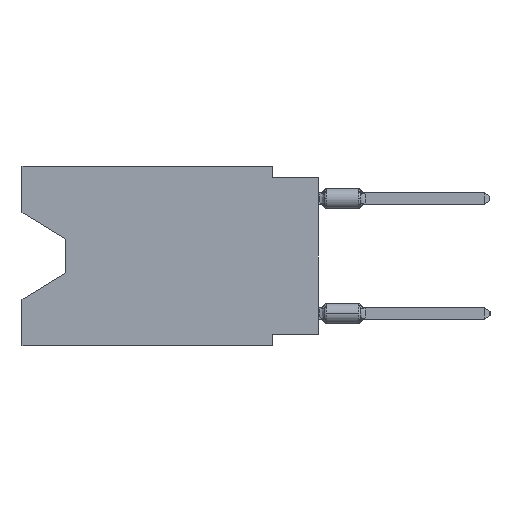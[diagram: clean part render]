
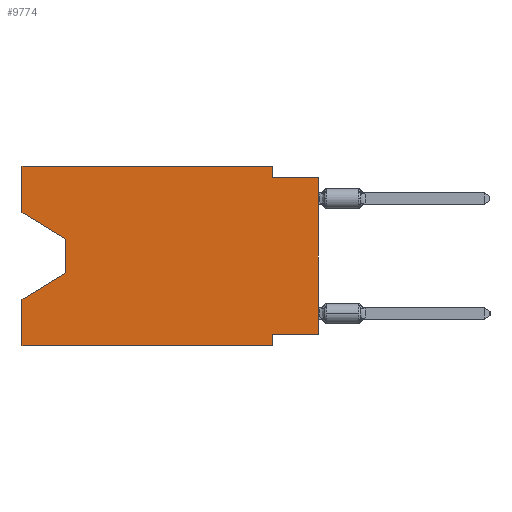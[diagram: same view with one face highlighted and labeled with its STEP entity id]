
A CAD part, left-side view. The second image highlights one B-rep face of the part: STEP entity #9774.
In plain terms, the highlighted planar face has unit normal (-1, 0, 0).
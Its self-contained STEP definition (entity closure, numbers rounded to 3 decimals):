
#22 = CARTESIAN_POINT ( 'NONE',  ( 0., 0., -9.271 ) ) ;
#212 = VECTOR ( 'NONE', #19790, 1000. ) ;
#728 = LINE ( 'NONE', #10491, #5715 ) ;
#823 = DIRECTION ( 'NONE',  ( 0., 0., -1. ) ) ;
#910 = ORIENTED_EDGE ( 'NONE', *, *, #29058, .T. ) ;
#1006 = DIRECTION ( 'NONE',  ( 0., 1., 0. ) ) ;
#1135 = CARTESIAN_POINT ( 'NONE',  ( 0., 2.54, 0. ) ) ;
#1196 = CARTESIAN_POINT ( 'NONE',  ( 0., 0., 0. ) ) ;
#1611 = LINE ( 'NONE', #25445, #29563 ) ;
#1843 = DIRECTION ( 'NONE',  ( 0., 0.855, -0.519 ) ) ;
#1928 = ORIENTED_EDGE ( 'NONE', *, *, #28638, .T. ) ;
#2075 = CARTESIAN_POINT ( 'NONE',  ( 0., 13.97, -5.893 ) ) ;
#3385 = EDGE_CURVE ( 'NONE', #3555, #29843, #15224, .T. ) ;
#3555 = VERTEX_POINT ( 'NONE', #18038 ) ;
#3636 = CARTESIAN_POINT ( 'NONE',  ( 0., 16.383, -7.36 ) ) ;
#3894 = VECTOR ( 'NONE', #7635, 1000. ) ;
#4033 = DIRECTION ( 'NONE',  ( 0., 0., 1. ) ) ;
#5274 = CARTESIAN_POINT ( 'NONE',  ( 0., 2.54, -9.906 ) ) ;
#5308 = VERTEX_POINT ( 'NONE', #13798 ) ;
#5452 = CARTESIAN_POINT ( 'NONE',  ( 0., 16.383, 0. ) ) ;
#5490 = ORIENTED_EDGE ( 'NONE', *, *, #8031, .F. ) ;
#5715 = VECTOR ( 'NONE', #12862, 1000. ) ;
#5760 = DIRECTION ( 'NONE',  ( 0., 0., 1. ) ) ;
#6419 = ORIENTED_EDGE ( 'NONE', *, *, #3385, .F. ) ;
#6490 = VERTEX_POINT ( 'NONE', #29770 ) ;
#7069 = DIRECTION ( 'NONE',  ( 1., 0., 0. ) ) ;
#7335 = VERTEX_POINT ( 'NONE', #3636 ) ;
#7467 = CARTESIAN_POINT ( 'NONE',  ( 0., 16.383, -9.906 ) ) ;
#7566 = CARTESIAN_POINT ( 'NONE',  ( 0., 16.383, 0. ) ) ;
#7620 = ORIENTED_EDGE ( 'NONE', *, *, #26064, .F. ) ;
#7635 = DIRECTION ( 'NONE',  ( 0., 0., -1. ) ) ;
#8023 = AXIS2_PLACEMENT_3D ( 'NONE', #28886, #7069, #19088 ) ;
#8031 = EDGE_CURVE ( 'NONE', #9332, #3555, #13145, .T. ) ;
#8206 = CARTESIAN_POINT ( 'NONE',  ( 0., 13.97, -4.013 ) ) ;
#8269 = ORIENTED_EDGE ( 'NONE', *, *, #16783, .F. ) ;
#8603 = LINE ( 'NONE', #1196, #14662 ) ;
#8896 = VECTOR ( 'NONE', #823, 1000. ) ;
#9332 = VERTEX_POINT ( 'NONE', #22 ) ;
#9765 = CARTESIAN_POINT ( 'NONE',  ( 0., 0., -0.635 ) ) ;
#9774 = ADVANCED_FACE ( 'NONE', ( #16725 ), #23982, .F. ) ;
#10091 = CARTESIAN_POINT ( 'NONE',  ( 0., 16.383, 0. ) ) ;
#10292 = ORIENTED_EDGE ( 'NONE', *, *, #28093, .T. ) ;
#10491 = CARTESIAN_POINT ( 'NONE',  ( 0., 16.383, -2.546 ) ) ;
#10583 = DIRECTION ( 'NONE',  ( 0., 0., -1. ) ) ;
#11237 = DIRECTION ( 'NONE',  ( 0., -1., 0. ) ) ;
#12805 = LINE ( 'NONE', #1135, #8896 ) ;
#12862 = DIRECTION ( 'NONE',  ( 0., -0.855, -0.519 ) ) ;
#12885 = VERTEX_POINT ( 'NONE', #15710 ) ;
#12891 = ORIENTED_EDGE ( 'NONE', *, *, #24451, .T. ) ;
#13145 = LINE ( 'NONE', #17577, #24254 ) ;
#13798 = CARTESIAN_POINT ( 'NONE',  ( 0., 16.383, -9.906 ) ) ;
#13832 = LINE ( 'NONE', #23480, #28213 ) ;
#14227 = DIRECTION ( 'NONE',  ( 0., -1., 0. ) ) ;
#14662 = VECTOR ( 'NONE', #4033, 1000. ) ;
#14820 = ORIENTED_EDGE ( 'NONE', *, *, #16958, .F. ) ;
#15224 = LINE ( 'NONE', #5274, #3894 ) ;
#15537 = ORIENTED_EDGE ( 'NONE', *, *, #22601, .F. ) ;
#15710 = CARTESIAN_POINT ( 'NONE',  ( 0., 2.54, -0.635 ) ) ;
#16725 = FACE_OUTER_BOUND ( 'NONE', #21957, .T. ) ;
#16783 = EDGE_CURVE ( 'NONE', #30030, #12885, #12805, .T. ) ;
#16934 = CARTESIAN_POINT ( 'NONE',  ( 0., 16.383, 0. ) ) ;
#16958 = EDGE_CURVE ( 'NONE', #22115, #30030, #26234, .T. ) ;
#17340 = ORIENTED_EDGE ( 'NONE', *, *, #18146, .F. ) ;
#17455 = LINE ( 'NONE', #5452, #27265 ) ;
#17577 = CARTESIAN_POINT ( 'NONE',  ( 0., 0., -9.271 ) ) ;
#18038 = CARTESIAN_POINT ( 'NONE',  ( 0., 2.54, -9.271 ) ) ;
#18146 = EDGE_CURVE ( 'NONE', #12885, #27279, #1611, .T. ) ;
#18329 = VECTOR ( 'NONE', #10583, 1000. ) ;
#19088 = DIRECTION ( 'NONE',  ( 0., 0., -1. ) ) ;
#19259 = CARTESIAN_POINT ( 'NONE',  ( 0., 2.54, -9.906 ) ) ;
#19734 = DIRECTION ( 'NONE',  ( 0., 0., 1. ) ) ;
#19790 = DIRECTION ( 'NONE',  ( 0., -1., 0. ) ) ;
#20775 = CARTESIAN_POINT ( 'NONE',  ( 0., 2.54, 0. ) ) ;
#21273 = VERTEX_POINT ( 'NONE', #2075 ) ;
#21957 = EDGE_LOOP ( 'NONE', ( #1928, #10292, #12891, #7620, #910, #6419, #5490, #28433, #17340, #8269, #14820, #15537 ) ) ;
#22104 = LINE ( 'NONE', #10091, #23721 ) ;
#22115 = VERTEX_POINT ( 'NONE', #16934 ) ;
#22597 = LINE ( 'NONE', #8206, #18329 ) ;
#22601 = EDGE_CURVE ( 'NONE', #29382, #22115, #22104, .T. ) ;
#23480 = CARTESIAN_POINT ( 'NONE',  ( 0., 13.97, -5.893 ) ) ;
#23721 = VECTOR ( 'NONE', #19734, 1000. ) ;
#23982 = PLANE ( 'NONE',  #8023 ) ;
#24032 = CARTESIAN_POINT ( 'NONE',  ( 0., 16.383, -2.546 ) ) ;
#24254 = VECTOR ( 'NONE', #1006, 1000. ) ;
#24451 = EDGE_CURVE ( 'NONE', #21273, #7335, #13832, .T. ) ;
#25445 = CARTESIAN_POINT ( 'NONE',  ( 0., 0., -0.635 ) ) ;
#26064 = EDGE_CURVE ( 'NONE', #5308, #7335, #17455, .T. ) ;
#26179 = EDGE_CURVE ( 'NONE', #9332, #27279, #8603, .T. ) ;
#26234 = LINE ( 'NONE', #7566, #26486 ) ;
#26486 = VECTOR ( 'NONE', #14227, 1000. ) ;
#27212 = LINE ( 'NONE', #7467, #212 ) ;
#27265 = VECTOR ( 'NONE', #5760, 1000. ) ;
#27279 = VERTEX_POINT ( 'NONE', #9765 ) ;
#28093 = EDGE_CURVE ( 'NONE', #6490, #21273, #22597, .T. ) ;
#28213 = VECTOR ( 'NONE', #1843, 1000. ) ;
#28433 = ORIENTED_EDGE ( 'NONE', *, *, #26179, .T. ) ;
#28638 = EDGE_CURVE ( 'NONE', #29382, #6490, #728, .T. ) ;
#28886 = CARTESIAN_POINT ( 'NONE',  ( 0., 16.383, 0. ) ) ;
#29058 = EDGE_CURVE ( 'NONE', #5308, #29843, #27212, .T. ) ;
#29382 = VERTEX_POINT ( 'NONE', #24032 ) ;
#29563 = VECTOR ( 'NONE', #11237, 1000. ) ;
#29770 = CARTESIAN_POINT ( 'NONE',  ( 0., 13.97, -4.013 ) ) ;
#29843 = VERTEX_POINT ( 'NONE', #19259 ) ;
#30030 = VERTEX_POINT ( 'NONE', #20775 ) ;
